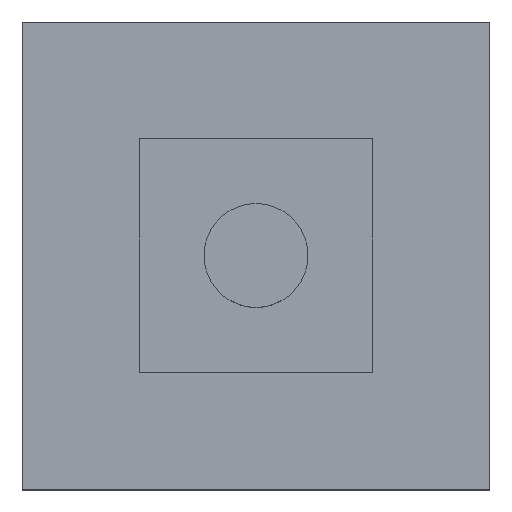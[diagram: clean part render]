
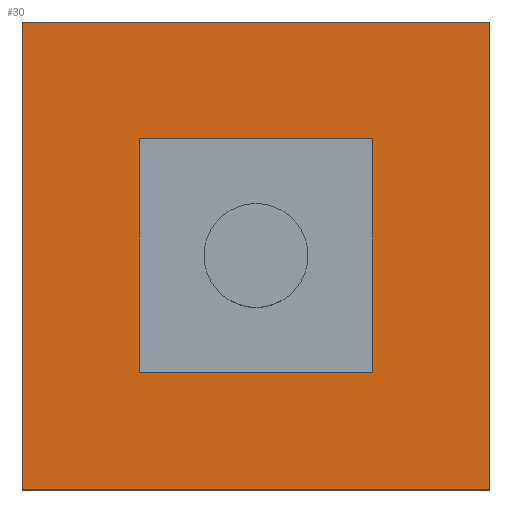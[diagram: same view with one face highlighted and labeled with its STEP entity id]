
A CAD part, top view. The second image highlights one B-rep face of the part: STEP entity #30.
In plain terms, the highlighted planar face has unit normal (0, 0, 1).
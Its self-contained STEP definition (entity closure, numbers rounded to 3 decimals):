
#1 = VECTOR ( 'NONE', #301, 1000. ) ;
#4 = ORIENTED_EDGE ( 'NONE', *, *, #303, .T. ) ;
#9 = EDGE_LOOP ( 'NONE', ( #428, #139, #440, #4 ) ) ;
#11 = CARTESIAN_POINT ( 'NONE',  ( -22.5, 22.5, 15. ) ) ;
#18 = CARTESIAN_POINT ( 'NONE',  ( 22.5, 22.5, 15. ) ) ;
#22 = EDGE_CURVE ( 'NONE', #176, #206, #277, .T. ) ;
#30 = ADVANCED_FACE ( 'NONE', ( #313, #80 ), #99, .F. ) ;
#31 = DIRECTION ( 'NONE',  ( -1., 0., 0. ) ) ;
#33 = CARTESIAN_POINT ( 'NONE',  ( -22.5, -22.5, 15. ) ) ;
#41 = CARTESIAN_POINT ( 'NONE',  ( -45., -45., 15. ) ) ;
#43 = CARTESIAN_POINT ( 'NONE',  ( -22.5, 22.5, 15. ) ) ;
#45 = CARTESIAN_POINT ( 'NONE',  ( -45., 45., 15. ) ) ;
#65 = EDGE_LOOP ( 'NONE', ( #418, #87, #395, #434 ) ) ;
#73 = CARTESIAN_POINT ( 'NONE',  ( -45., 45., 15. ) ) ;
#74 = CARTESIAN_POINT ( 'NONE',  ( -45., -45., 15. ) ) ;
#77 = DIRECTION ( 'NONE',  ( 1., 0., 0. ) ) ;
#78 = DIRECTION ( 'NONE',  ( 0., 1., 0. ) ) ;
#79 = VECTOR ( 'NONE', #290, 1000. ) ;
#80 = FACE_BOUND ( 'NONE', #65, .T. ) ;
#85 = VECTOR ( 'NONE', #113, 1000. ) ;
#87 = ORIENTED_EDGE ( 'NONE', *, *, #404, .F. ) ;
#91 = LINE ( 'NONE', #43, #85 ) ;
#99 = PLANE ( 'NONE',  #150 ) ;
#113 = DIRECTION ( 'NONE',  ( -1., 0., 0. ) ) ;
#114 = CARTESIAN_POINT ( 'NONE',  ( 45., -45., 15. ) ) ;
#121 = CARTESIAN_POINT ( 'NONE',  ( 22.5, -22.5, 15. ) ) ;
#139 = ORIENTED_EDGE ( 'NONE', *, *, #271, .T. ) ;
#150 = AXIS2_PLACEMENT_3D ( 'NONE', #387, #423, #31 ) ;
#166 = LINE ( 'NONE', #121, #312 ) ;
#176 = VERTEX_POINT ( 'NONE', #11 ) ;
#181 = LINE ( 'NONE', #398, #79 ) ;
#187 = LINE ( 'NONE', #368, #421 ) ;
#193 = CARTESIAN_POINT ( 'NONE',  ( 22.5, -22.5, 15. ) ) ;
#201 = VECTOR ( 'NONE', #77, 1000. ) ;
#206 = VERTEX_POINT ( 'NONE', #259 ) ;
#215 = DIRECTION ( 'NONE',  ( 0., -1., 0. ) ) ;
#222 = EDGE_CURVE ( 'NONE', #283, #317, #181, .T. ) ;
#224 = DIRECTION ( 'NONE',  ( -1., 0., 0. ) ) ;
#246 = VERTEX_POINT ( 'NONE', #73 ) ;
#248 = EDGE_CURVE ( 'NONE', #246, #278, #187, .T. ) ;
#255 = EDGE_CURVE ( 'NONE', #455, #176, #91, .T. ) ;
#259 = CARTESIAN_POINT ( 'NONE',  ( -22.5, -22.5, 15. ) ) ;
#260 = LINE ( 'NONE', #332, #1 ) ;
#268 = CARTESIAN_POINT ( 'NONE',  ( 45., 45., 15. ) ) ;
#271 = EDGE_CURVE ( 'NONE', #317, #246, #453, .T. ) ;
#277 = LINE ( 'NONE', #33, #371 ) ;
#278 = VERTEX_POINT ( 'NONE', #41 ) ;
#283 = VERTEX_POINT ( 'NONE', #114 ) ;
#290 = DIRECTION ( 'NONE',  ( 0., 1., 0. ) ) ;
#301 = DIRECTION ( 'NONE',  ( 1., 0., 0. ) ) ;
#303 = EDGE_CURVE ( 'NONE', #278, #283, #365, .T. ) ;
#312 = VECTOR ( 'NONE', #78, 1000. ) ;
#313 = FACE_OUTER_BOUND ( 'NONE', #9, .T. ) ;
#317 = VERTEX_POINT ( 'NONE', #268 ) ;
#332 = CARTESIAN_POINT ( 'NONE',  ( -22.5, -22.5, 15. ) ) ;
#339 = EDGE_CURVE ( 'NONE', #379, #455, #166, .T. ) ;
#365 = LINE ( 'NONE', #74, #201 ) ;
#368 = CARTESIAN_POINT ( 'NONE',  ( -45., -45., 15. ) ) ;
#371 = VECTOR ( 'NONE', #215, 1000. ) ;
#379 = VERTEX_POINT ( 'NONE', #193 ) ;
#387 = CARTESIAN_POINT ( 'NONE',  ( 0., 0., 15. ) ) ;
#393 = DIRECTION ( 'NONE',  ( 0., -1., 0. ) ) ;
#395 = ORIENTED_EDGE ( 'NONE', *, *, #22, .F. ) ;
#398 = CARTESIAN_POINT ( 'NONE',  ( 45., -45., 15. ) ) ;
#404 = EDGE_CURVE ( 'NONE', #206, #379, #260, .T. ) ;
#418 = ORIENTED_EDGE ( 'NONE', *, *, #339, .F. ) ;
#421 = VECTOR ( 'NONE', #393, 1000. ) ;
#423 = DIRECTION ( 'NONE',  ( 0., 0., -1. ) ) ;
#425 = VECTOR ( 'NONE', #224, 1000. ) ;
#428 = ORIENTED_EDGE ( 'NONE', *, *, #222, .T. ) ;
#434 = ORIENTED_EDGE ( 'NONE', *, *, #255, .F. ) ;
#440 = ORIENTED_EDGE ( 'NONE', *, *, #248, .T. ) ;
#453 = LINE ( 'NONE', #45, #425 ) ;
#455 = VERTEX_POINT ( 'NONE', #18 ) ;
